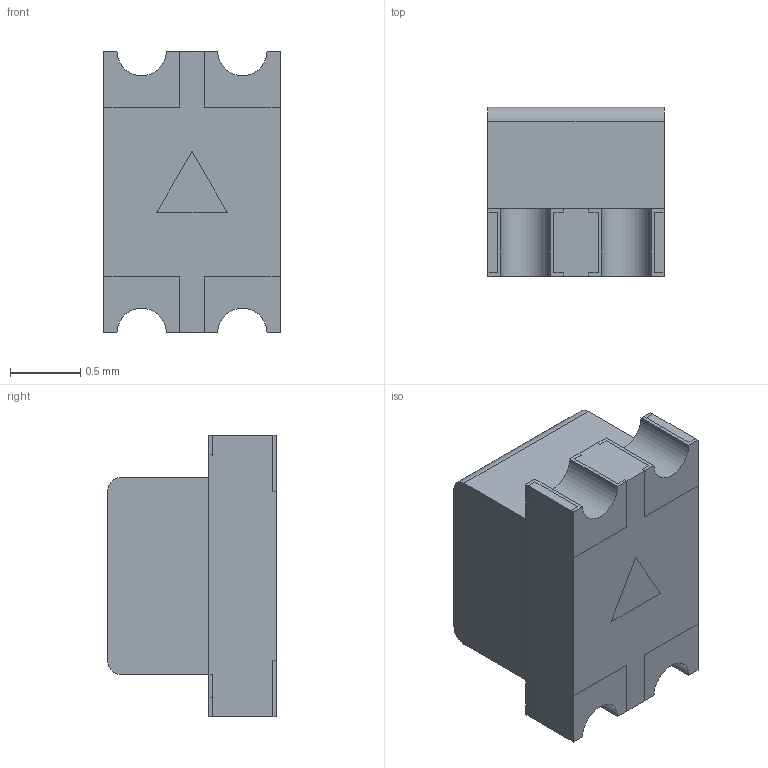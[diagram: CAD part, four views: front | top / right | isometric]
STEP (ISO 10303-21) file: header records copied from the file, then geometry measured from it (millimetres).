
FILE_DESCRIPTION (( 'STEP AP214' ), '1' );
FILE_NAME ('OSTB0805C1C-A.STEP', '2017-10-24T12:24:01', ( '' ), ( '' ), 'SwSTEP 2.0', 'SolidWorks 2017', '' );
FILE_SCHEMA (( 'AUTOMOTIVE_DESIGN' ));
Length unit declared in the file: millimetre
Products named in the file (1): OSTB0805C1C-A
Bounding box: 1.25 x 1.2 x 2 mm (x, y, z)
Volume: 2.4 mm3; surface area: 20.2 mm2
Topology: 10 solids, 10 shells, 159 faces, 414 edges, 276 vertices
Faces by surface type: plane 123, cylinder 36
Entity records: 4955 total; most frequent: CARTESIAN_POINT 850, ORIENTED_EDGE 828, DIRECTION 806, EDGE_CURVE 414, VECTOR 342, LINE 342, VERTEX_POINT 276, AXIS2_PLACEMENT_3D 232
